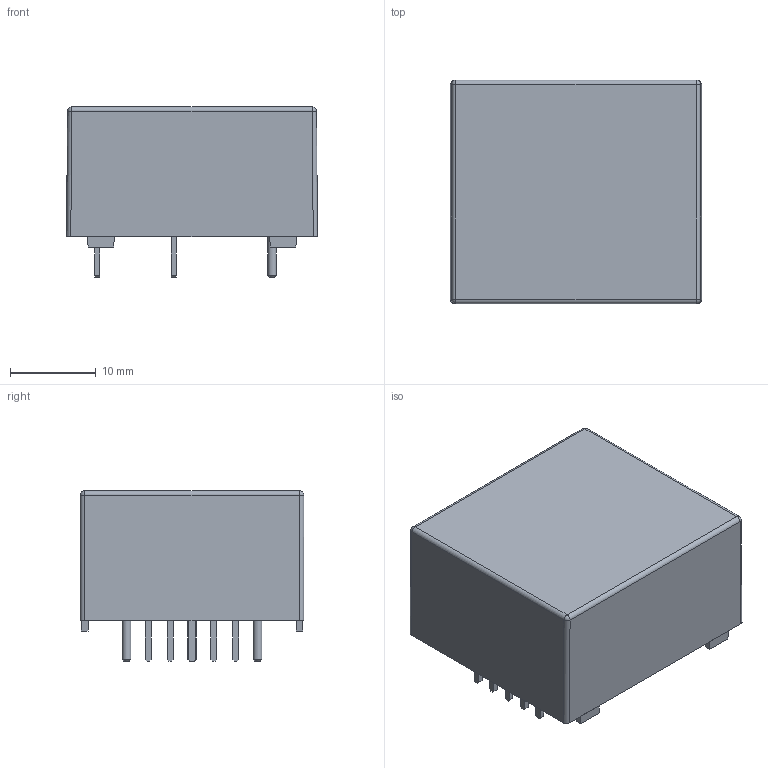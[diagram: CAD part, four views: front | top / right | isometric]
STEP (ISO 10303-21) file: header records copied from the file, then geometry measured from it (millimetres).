
FILE_DESCRIPTION(('FreeCAD Model'),'2;1');
FILE_NAME('Open CASCADE Shape Model','2024-07-07T19:57:30',( 'kicad StepUp'),('ksu MCAD'),'Open CASCADE STEP processor 7.6', 'FreeCAD','Unknown');
FILE_SCHEMA(('AUTOMOTIVE_DESIGN { 1 0 10303 214 1 1 1 1 }'));
Length unit declared in the file: millimetre
Products named in the file (1): LEM_LA25-NP
Bounding box: 29.2 x 26 x 19.8 mm (x, y, z)
Volume: 11446.7 mm3; surface area: 3350.7 mm2
Topology: 14 solids, 14 shells, 131 faces, 287 edges, 185 vertices
Faces by surface type: plane 113, cylinder 11, sphere 4, cone 3
Full cylindrical faces by diameter (mm): 1 x3
Entity records: 4527 total; most frequent: CARTESIAN_POINT 600, DIRECTION 572, ORIENTED_EDGE 566, EDGE_CURVE 283, LINE 258, VECTOR 258, VERTEX_POINT 185, AXIS2_PLACEMENT_3D 157
